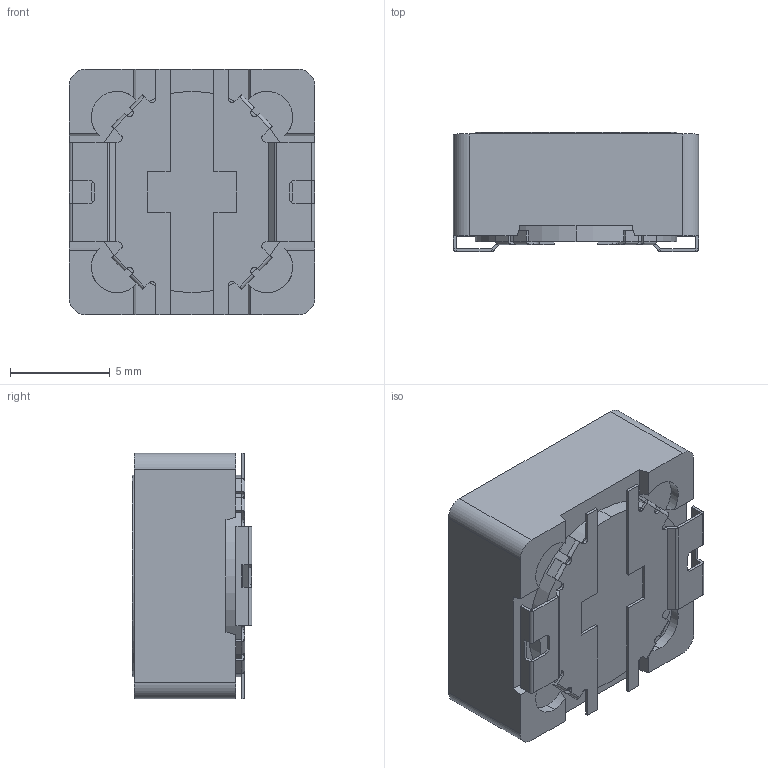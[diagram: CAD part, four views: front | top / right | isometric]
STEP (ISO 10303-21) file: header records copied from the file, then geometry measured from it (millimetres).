
FILE_DESCRIPTION (( 'STEP AP214' ), '1' );
FILE_NAME ('B82477G2104M000.STEP', '2022-02-28T11:16:44', ( '' ), ( '' ), 'SwSTEP 2.0', 'SolidWorks 2017', '' );
FILE_SCHEMA (( 'AUTOMOTIVE_DESIGN' ));
Length unit declared in the file: millimetre
Products named in the file (1): B82477G2104M000
Bounding box: 12.3 x 6 x 12.3 mm (x, y, z)
Volume: 787.2 mm3; surface area: 752.5 mm2
Topology: 3 solids, 3 shells, 232 faces, 585 edges, 358 vertices
Faces by surface type: plane 153, cylinder 79
Entity records: 6899 total; most frequent: DIRECTION 1201, CARTESIAN_POINT 1200, ORIENTED_EDGE 1170, EDGE_CURVE 585, VECTOR 419, LINE 419, AXIS2_PLACEMENT_3D 391, VERTEX_POINT 358
